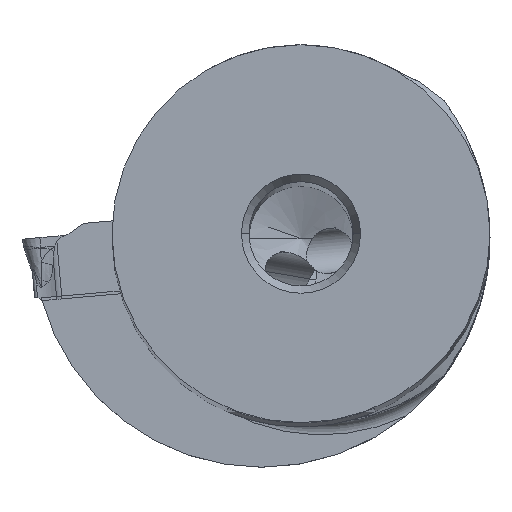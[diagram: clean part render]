
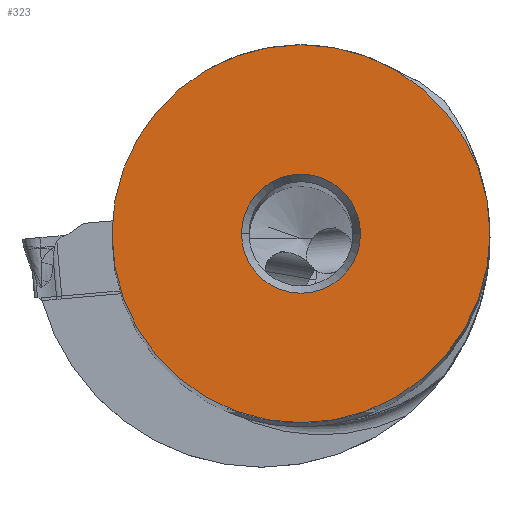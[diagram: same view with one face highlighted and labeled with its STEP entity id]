
A CAD part, top view. The second image highlights one B-rep face of the part: STEP entity #323.
In plain terms, the highlighted planar face has unit normal (0, 0, 1).
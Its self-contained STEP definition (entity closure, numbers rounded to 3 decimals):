
#49=FACE_BOUND('',#700,.T.);
#50=FACE_BOUND('',#701,.T.);
#323=ADVANCED_FACE('',(#49,#50),#410,.T.);
#410=PLANE('',#3478);
#700=EDGE_LOOP('',(#1408,#1409));
#701=EDGE_LOOP('',(#1410,#1411));
#1408=ORIENTED_EDGE('',*,*,#2389,.F.);
#1409=ORIENTED_EDGE('',*,*,#2394,.F.);
#1410=ORIENTED_EDGE('',*,*,#2395,.F.);
#1411=ORIENTED_EDGE('',*,*,#2396,.F.);
#1958=VERTEX_POINT('',#9505);
#1959=VERTEX_POINT('',#9507);
#1964=VERTEX_POINT('',#9520);
#1965=VERTEX_POINT('',#9521);
#2389=EDGE_CURVE('',#1959,#1958,#2833,.T.);
#2394=EDGE_CURVE('',#1958,#1959,#2834,.T.);
#2395=EDGE_CURVE('',#1964,#1965,#2835,.T.);
#2396=EDGE_CURVE('',#1965,#1964,#2836,.T.);
#2833=CIRCLE('',#3471,12.7);
#2834=CIRCLE('',#3475,12.7);
#2835=CIRCLE('',#3476,4.);
#2836=CIRCLE('',#3477,4.);
#3471=AXIS2_PLACEMENT_3D('',#9508,#3982,#3983);
#3475=AXIS2_PLACEMENT_3D('',#9518,#3992,#3993);
#3476=AXIS2_PLACEMENT_3D('',#9519,#3994,#3995);
#3477=AXIS2_PLACEMENT_3D('',#9522,#3996,#3997);
#3478=AXIS2_PLACEMENT_3D('',#9523,#3998,#3999);
#3982=DIRECTION('',(0.,0.,-1.));
#3983=DIRECTION('',(-1.,0.,0.));
#3992=DIRECTION('',(0.,0.,-1.));
#3993=DIRECTION('',(1.,0.,0.));
#3994=DIRECTION('',(0.,0.,1.));
#3995=DIRECTION('',(-1.,0.,0.));
#3996=DIRECTION('',(0.,0.,1.));
#3997=DIRECTION('',(1.,0.,0.));
#3998=DIRECTION('',(0.,0.,1.));
#3999=DIRECTION('',(-1.,0.,0.));
#9505=CARTESIAN_POINT('',(12.7,0.,0.));
#9507=CARTESIAN_POINT('',(-12.7,0.,0.));
#9508=CARTESIAN_POINT('',(0.,0.,0.));
#9518=CARTESIAN_POINT('',(0.,0.,0.));
#9519=CARTESIAN_POINT('',(0.,0.,0.));
#9520=CARTESIAN_POINT('',(-4.,0.,0.));
#9521=CARTESIAN_POINT('',(4.,0.,0.));
#9522=CARTESIAN_POINT('',(0.,0.,0.));
#9523=CARTESIAN_POINT('',(0.,0.,0.));
